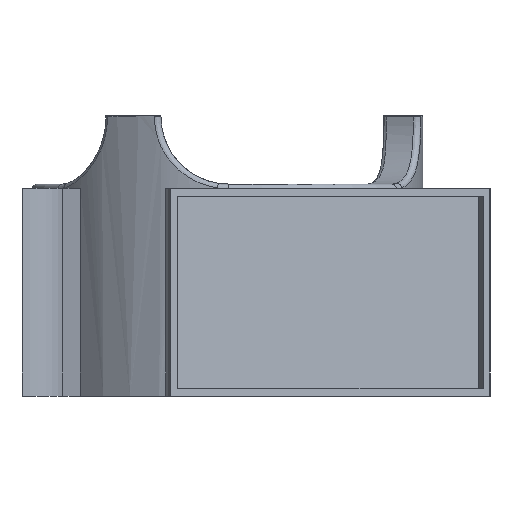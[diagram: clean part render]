
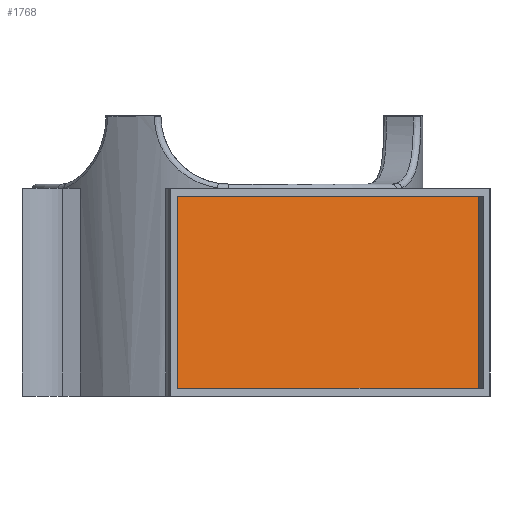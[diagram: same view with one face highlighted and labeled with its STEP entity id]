
A CAD part, front view. The second image highlights one B-rep face of the part: STEP entity #1768.
In plain terms, the highlighted planar face has unit normal (0.5, -0.866, 0).
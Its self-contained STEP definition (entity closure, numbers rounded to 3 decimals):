
#118=FACE_OUTER_BOUND('',#224,.T.);
#224=EDGE_LOOP('',(#1367,#1368,#1369,#1370));
#423=LINE('',#3438,#537);
#427=LINE('',#3446,#541);
#430=LINE('',#3452,#544);
#433=LINE('',#3457,#547);
#537=VECTOR('',#2225,10.);
#541=VECTOR('',#2231,10.);
#544=VECTOR('',#2236,10.);
#547=VECTOR('',#2241,10.);
#797=VERTEX_POINT('',#3436);
#798=VERTEX_POINT('',#3437);
#801=VERTEX_POINT('',#3445);
#803=VERTEX_POINT('',#3451);
#1006=EDGE_CURVE('',#797,#798,#423,.T.);
#1010=EDGE_CURVE('',#798,#801,#427,.T.);
#1013=EDGE_CURVE('',#801,#803,#430,.T.);
#1016=EDGE_CURVE('',#803,#797,#433,.T.);
#1367=ORIENTED_EDGE('',*,*,#1006,.T.);
#1368=ORIENTED_EDGE('',*,*,#1010,.T.);
#1369=ORIENTED_EDGE('',*,*,#1013,.T.);
#1370=ORIENTED_EDGE('',*,*,#1016,.T.);
#1710=PLANE('',#1928);
#1768=ADVANCED_FACE('',(#118),#1710,.T.);
#1928=AXIS2_PLACEMENT_3D('',#3461,#2246,#2247);
#2225=DIRECTION('',(0.,0.,-1.));
#2231=DIRECTION('',(0.866,0.5,0.));
#2236=DIRECTION('',(0.,0.,1.));
#2241=DIRECTION('',(-0.866,-0.5,0.));
#2246=DIRECTION('center_axis',(0.5,-0.866,0.));
#2247=DIRECTION('ref_axis',(0.,0.,-1.));
#3436=CARTESIAN_POINT('',(-10.635,-49.58,33.653));
#3437=CARTESIAN_POINT('',(-10.635,-49.58,-3.347));
#3438=CARTESIAN_POINT('',(-10.635,-49.58,5.903));
#3445=CARTESIAN_POINT('',(48.255,-15.58,-3.347));
#3446=CARTESIAN_POINT('',(33.533,-24.08,-3.347));
#3451=CARTESIAN_POINT('',(48.255,-15.58,33.653));
#3452=CARTESIAN_POINT('',(48.255,-15.58,24.403));
#3457=CARTESIAN_POINT('',(4.088,-41.08,33.653));
#3461=CARTESIAN_POINT('Origin',(18.81,-32.58,15.153));
